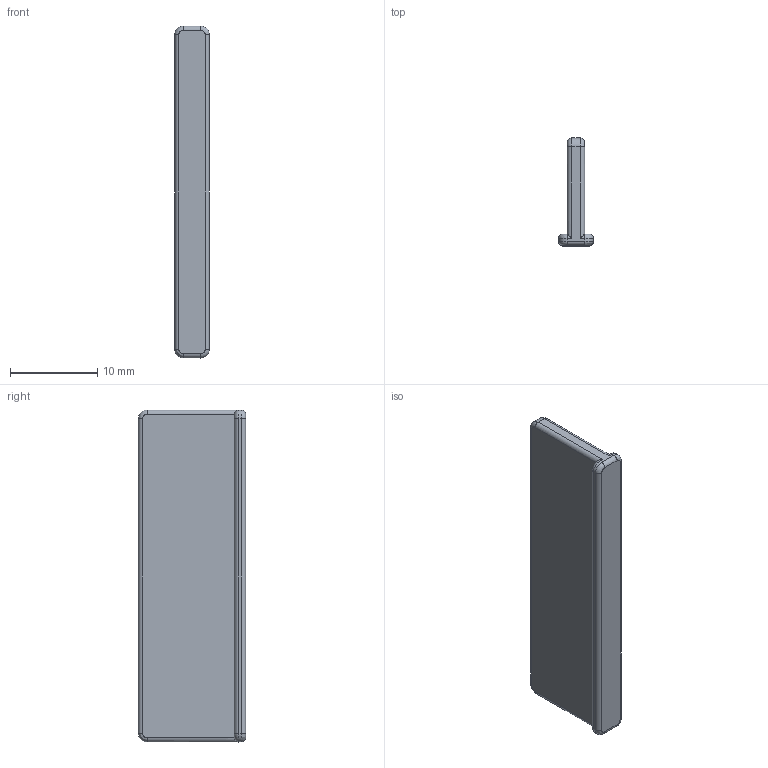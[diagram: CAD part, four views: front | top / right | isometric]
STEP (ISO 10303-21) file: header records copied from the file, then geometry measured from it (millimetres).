
FILE_DESCRIPTION (( 'STEP AP203' ), '1' );
FILE_NAME ('Conveyor-Fin-Short.STEP', '2007-12-05T22:13:16', ( 'Innovation First, Inc.' ), ( 'Innovation First, Inc.' ), 'SwSTEP 2.0', 'SolidWorks 2006303', '' );
FILE_SCHEMA (( 'CONFIG_CONTROL_DESIGN' ));
Length unit declared in the file: inch
Products named in the file (1): Conveyor-Fin-Short
Bounding box: 4 x 12.3 x 38 mm (x, y, z)
Volume: 1016.7 mm3; surface area: 1226.6 mm2
Topology: 1 solids, 1 shells, 44 faces, 94 edges, 52 vertices
Faces by surface type: cylinder 22, plane 10, torus 8, bspline 4
Entity records: 1289 total; most frequent: CARTESIAN_POINT 275, DIRECTION 212, ORIENTED_EDGE 188, EDGE_CURVE 94, AXIS2_PLACEMENT_3D 85, VERTEX_POINT 52, EDGE_LOOP 44, ADVANCED_FACE 44
